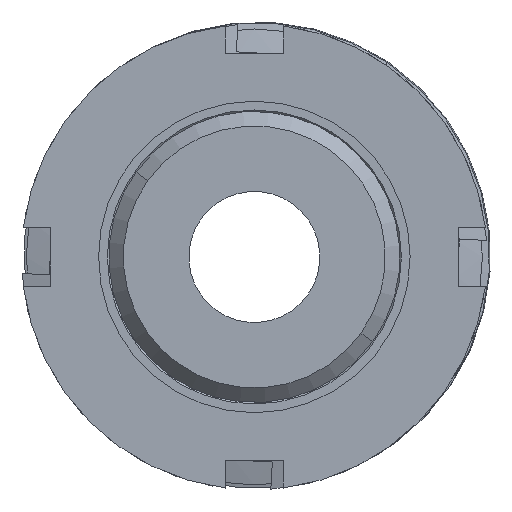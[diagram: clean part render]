
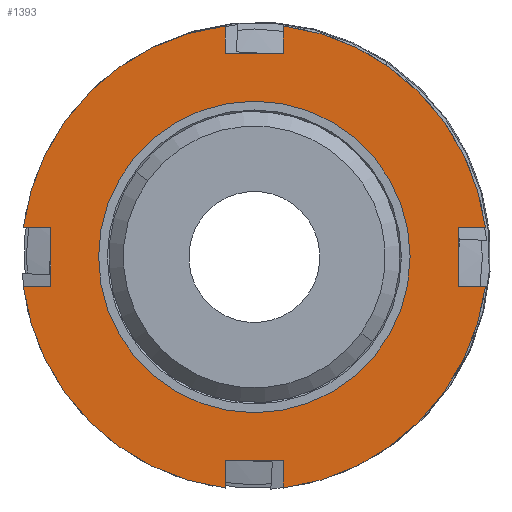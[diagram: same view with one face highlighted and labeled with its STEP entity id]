
A CAD part, front view. The second image highlights one B-rep face of the part: STEP entity #1393.
In plain terms, the highlighted planar face has unit normal (0, -1, 0).
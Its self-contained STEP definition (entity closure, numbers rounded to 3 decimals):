
#5 = DIRECTION ( 'NONE',  ( -1., 0., 0. ) ) ;
#28 = CARTESIAN_POINT ( 'NONE',  ( -15.875, -30., -2. ) ) ;
#40 = DIRECTION ( 'NONE',  ( 0., 0., 1. ) ) ;
#60 = VERTEX_POINT ( 'NONE', #2517 ) ;
#86 = CARTESIAN_POINT ( 'NONE',  ( 10.7, -30., -2. ) ) ;
#124 = DIRECTION ( 'NONE',  ( 0., 0., -1. ) ) ;
#183 = LINE ( 'NONE', #86, #1570 ) ;
#218 = CARTESIAN_POINT ( 'NONE',  ( -14., -30., 0. ) ) ;
#314 = EDGE_CURVE ( 'NONE', #2674, #690, #3484, .T. ) ;
#367 = CARTESIAN_POINT ( 'NONE',  ( 0., -30., 0. ) ) ;
#371 = CARTESIAN_POINT ( 'NONE',  ( 0., -30., 10.7 ) ) ;
#444 = LINE ( 'NONE', #1593, #3455 ) ;
#460 = DIRECTION ( 'NONE',  ( 1., 0., 0. ) ) ;
#485 = DIRECTION ( 'NONE',  ( 0., 0., 1. ) ) ;
#538 = LINE ( 'NONE', #3671, #3755 ) ;
#539 = ORIENTED_EDGE ( 'NONE', *, *, #1261, .F. ) ;
#575 = EDGE_CURVE ( 'NONE', #60, #3046, #3356, .T. ) ;
#591 = VERTEX_POINT ( 'NONE', #1628 ) ;
#674 = VERTEX_POINT ( 'NONE', #4390 ) ;
#690 = VERTEX_POINT ( 'NONE', #28 ) ;
#742 = EDGE_CURVE ( 'NONE', #2926, #4011, #4158, .T. ) ;
#782 = CARTESIAN_POINT ( 'NONE',  ( 14., -30., 0. ) ) ;
#785 = CARTESIAN_POINT ( 'NONE',  ( 10.7, -30., 0. ) ) ;
#793 = CARTESIAN_POINT ( 'NONE',  ( 0., -30., 0. ) ) ;
#804 = LINE ( 'NONE', #1051, #2493 ) ;
#811 = LINE ( 'NONE', #4313, #2248 ) ;
#839 = EDGE_CURVE ( 'NONE', #4186, #4310, #2727, .T. ) ;
#854 = CARTESIAN_POINT ( 'NONE',  ( 10.7, -30., 2. ) ) ;
#857 = ORIENTED_EDGE ( 'NONE', *, *, #839, .T. ) ;
#869 = VERTEX_POINT ( 'NONE', #1777 ) ;
#887 = ORIENTED_EDGE ( 'NONE', *, *, #575, .T. ) ;
#922 = VERTEX_POINT ( 'NONE', #2782 ) ;
#980 = ORIENTED_EDGE ( 'NONE', *, *, #3778, .T. ) ;
#1001 = CARTESIAN_POINT ( 'NONE',  ( 14., -30., -2. ) ) ;
#1051 = CARTESIAN_POINT ( 'NONE',  ( 0., -30., 14. ) ) ;
#1054 = DIRECTION ( 'NONE',  ( 0., 1., 0. ) ) ;
#1059 = LINE ( 'NONE', #782, #1881 ) ;
#1122 = PLANE ( 'NONE',  #2741 ) ;
#1149 = CARTESIAN_POINT ( 'NONE',  ( 2., -30., 15.875 ) ) ;
#1261 = EDGE_CURVE ( 'NONE', #2791, #1391, #3135, .T. ) ;
#1284 = CARTESIAN_POINT ( 'NONE',  ( -15.875, -30., 2. ) ) ;
#1314 = CARTESIAN_POINT ( 'NONE',  ( 0., -30., 0. ) ) ;
#1319 = EDGE_CURVE ( 'NONE', #1391, #4002, #3781, .T. ) ;
#1344 = EDGE_CURVE ( 'NONE', #690, #2438, #183, .T. ) ;
#1359 = CARTESIAN_POINT ( 'NONE',  ( 0., -30., -14. ) ) ;
#1361 = VECTOR ( 'NONE', #1729, 1000. ) ;
#1387 = AXIS2_PLACEMENT_3D ( 'NONE', #2432, #1054, #2107 ) ;
#1391 = VERTEX_POINT ( 'NONE', #1487 ) ;
#1393 = ADVANCED_FACE ( 'NONE', ( #2562, #2456 ), #1122, .F. ) ;
#1407 = EDGE_CURVE ( 'NONE', #4186, #591, #2885, .T. ) ;
#1419 = EDGE_LOOP ( 'NONE', ( #3376, #3989, #4108, #3283, #3205, #1559, #1979, #2086, #3522, #4098, #857, #1920, #3147, #539, #4211, #980 ) ) ;
#1437 = CARTESIAN_POINT ( 'NONE',  ( 14., -30., 2. ) ) ;
#1453 = LINE ( 'NONE', #218, #1562 ) ;
#1487 = CARTESIAN_POINT ( 'NONE',  ( -2., -30., 15.875 ) ) ;
#1516 = CIRCLE ( 'NONE', #2295, 10.7 ) ;
#1559 = ORIENTED_EDGE ( 'NONE', *, *, #3741, .F. ) ;
#1562 = VECTOR ( 'NONE', #3941, 1000. ) ;
#1570 = VECTOR ( 'NONE', #460, 1000. ) ;
#1593 = CARTESIAN_POINT ( 'NONE',  ( 10.7, -30., -2. ) ) ;
#1628 = CARTESIAN_POINT ( 'NONE',  ( 15.875, -30., 2. ) ) ;
#1649 = DIRECTION ( 'NONE',  ( 1., 0., 0. ) ) ;
#1710 = CARTESIAN_POINT ( 'NONE',  ( 2., -30., 14. ) ) ;
#1721 = CARTESIAN_POINT ( 'NONE',  ( -2., -30., 0. ) ) ;
#1729 = DIRECTION ( 'NONE',  ( 1., 0., 0. ) ) ;
#1738 = DIRECTION ( 'NONE',  ( 0., 1., 0. ) ) ;
#1768 = CIRCLE ( 'NONE', #3886, 16. ) ;
#1777 = CARTESIAN_POINT ( 'NONE',  ( 15.875, -30., -2. ) ) ;
#1819 = DIRECTION ( 'NONE',  ( 0., 1., 0. ) ) ;
#1836 = LINE ( 'NONE', #4312, #2555 ) ;
#1863 = EDGE_CURVE ( 'NONE', #3046, #60, #1516, .T. ) ;
#1881 = VECTOR ( 'NONE', #2132, 1000. ) ;
#1920 = ORIENTED_EDGE ( 'NONE', *, *, #3995, .T. ) ;
#1967 = EDGE_LOOP ( 'NONE', ( #3322, #887 ) ) ;
#1976 = DIRECTION ( 'NONE',  ( 0., 0., 1. ) ) ;
#1979 = ORIENTED_EDGE ( 'NONE', *, *, #2778, .T. ) ;
#2035 = EDGE_CURVE ( 'NONE', #674, #4011, #1836, .T. ) ;
#2086 = ORIENTED_EDGE ( 'NONE', *, *, #4091, .T. ) ;
#2107 = DIRECTION ( 'NONE',  ( 0., 0., 1. ) ) ;
#2111 = EDGE_CURVE ( 'NONE', #2674, #2926, #811, .T. ) ;
#2132 = DIRECTION ( 'NONE',  ( 0., 0., 1. ) ) ;
#2202 = VERTEX_POINT ( 'NONE', #1437 ) ;
#2248 = VECTOR ( 'NONE', #2941, 1000. ) ;
#2252 = DIRECTION ( 'NONE',  ( 0., 1., 0. ) ) ;
#2295 = AXIS2_PLACEMENT_3D ( 'NONE', #793, #3511, #485 ) ;
#2432 = CARTESIAN_POINT ( 'NONE',  ( 0., -30., 0. ) ) ;
#2438 = VERTEX_POINT ( 'NONE', #3680 ) ;
#2456 = FACE_OUTER_BOUND ( 'NONE', #1419, .T. ) ;
#2493 = VECTOR ( 'NONE', #5, 1000. ) ;
#2517 = CARTESIAN_POINT ( 'NONE',  ( 0., -30., -10.7 ) ) ;
#2555 = VECTOR ( 'NONE', #40, 1000. ) ;
#2562 = FACE_BOUND ( 'NONE', #1967, .T. ) ;
#2568 = AXIS2_PLACEMENT_3D ( 'NONE', #1314, #2646, #1976 ) ;
#2583 = CARTESIAN_POINT ( 'NONE',  ( 0., -30., 0. ) ) ;
#2594 = DIRECTION ( 'NONE',  ( 0., 0., 1. ) ) ;
#2620 = VECTOR ( 'NONE', #3791, 1000. ) ;
#2646 = DIRECTION ( 'NONE',  ( 0., 1., 0. ) ) ;
#2670 = EDGE_CURVE ( 'NONE', #591, #2202, #4311, .T. ) ;
#2674 = VERTEX_POINT ( 'NONE', #3257 ) ;
#2726 = CARTESIAN_POINT ( 'NONE',  ( -2., -30., -14. ) ) ;
#2727 = LINE ( 'NONE', #3115, #2620 ) ;
#2741 = AXIS2_PLACEMENT_3D ( 'NONE', #785, #1819, #2823 ) ;
#2758 = CARTESIAN_POINT ( 'NONE',  ( -2., -30., 14. ) ) ;
#2778 = EDGE_CURVE ( 'NONE', #869, #3460, #444, .T. ) ;
#2782 = CARTESIAN_POINT ( 'NONE',  ( -14., -30., 2. ) ) ;
#2791 = VERTEX_POINT ( 'NONE', #1284 ) ;
#2823 = DIRECTION ( 'NONE',  ( 0., 0., 1. ) ) ;
#2885 = CIRCLE ( 'NONE', #3729, 16. ) ;
#2899 = DIRECTION ( 'NONE',  ( 0., 0., 1. ) ) ;
#2926 = VERTEX_POINT ( 'NONE', #2726 ) ;
#2941 = DIRECTION ( 'NONE',  ( 0., 0., 1. ) ) ;
#3046 = VERTEX_POINT ( 'NONE', #371 ) ;
#3115 = CARTESIAN_POINT ( 'NONE',  ( 2., -30., 0. ) ) ;
#3135 = CIRCLE ( 'NONE', #1387, 16. ) ;
#3147 = ORIENTED_EDGE ( 'NONE', *, *, #1319, .F. ) ;
#3181 = AXIS2_PLACEMENT_3D ( 'NONE', #367, #1738, #3373 ) ;
#3205 = ORIENTED_EDGE ( 'NONE', *, *, #2035, .F. ) ;
#3257 = CARTESIAN_POINT ( 'NONE',  ( -2., -30., -15.875 ) ) ;
#3261 = CARTESIAN_POINT ( 'NONE',  ( 0., -30., 0. ) ) ;
#3283 = ORIENTED_EDGE ( 'NONE', *, *, #742, .T. ) ;
#3322 = ORIENTED_EDGE ( 'NONE', *, *, #1863, .T. ) ;
#3356 = CIRCLE ( 'NONE', #2568, 10.7 ) ;
#3373 = DIRECTION ( 'NONE',  ( 0., 0., 1. ) ) ;
#3376 = ORIENTED_EDGE ( 'NONE', *, *, #1344, .F. ) ;
#3455 = VECTOR ( 'NONE', #4360, 1000. ) ;
#3460 = VERTEX_POINT ( 'NONE', #1001 ) ;
#3484 = CIRCLE ( 'NONE', #3181, 16. ) ;
#3511 = DIRECTION ( 'NONE',  ( 0., 1., 0. ) ) ;
#3522 = ORIENTED_EDGE ( 'NONE', *, *, #2670, .F. ) ;
#3589 = DIRECTION ( 'NONE',  ( -1., 0., 0. ) ) ;
#3671 = CARTESIAN_POINT ( 'NONE',  ( 10.7, -30., 2. ) ) ;
#3680 = CARTESIAN_POINT ( 'NONE',  ( -14., -30., -2. ) ) ;
#3729 = AXIS2_PLACEMENT_3D ( 'NONE', #3261, #2252, #2899 ) ;
#3741 = EDGE_CURVE ( 'NONE', #869, #674, #1768, .T. ) ;
#3755 = VECTOR ( 'NONE', #1649, 1000. ) ;
#3778 = EDGE_CURVE ( 'NONE', #922, #2438, #1453, .T. ) ;
#3781 = LINE ( 'NONE', #1721, #3888 ) ;
#3791 = DIRECTION ( 'NONE',  ( 0., 0., -1. ) ) ;
#3886 = AXIS2_PLACEMENT_3D ( 'NONE', #2583, #4301, #2594 ) ;
#3888 = VECTOR ( 'NONE', #124, 1000. ) ;
#3941 = DIRECTION ( 'NONE',  ( 0., 0., -1. ) ) ;
#3986 = VECTOR ( 'NONE', #3589, 1000. ) ;
#3989 = ORIENTED_EDGE ( 'NONE', *, *, #314, .F. ) ;
#3995 = EDGE_CURVE ( 'NONE', #4310, #4002, #804, .T. ) ;
#4002 = VERTEX_POINT ( 'NONE', #2758 ) ;
#4011 = VERTEX_POINT ( 'NONE', #4335 ) ;
#4091 = EDGE_CURVE ( 'NONE', #3460, #2202, #1059, .T. ) ;
#4098 = ORIENTED_EDGE ( 'NONE', *, *, #1407, .F. ) ;
#4108 = ORIENTED_EDGE ( 'NONE', *, *, #2111, .T. ) ;
#4158 = LINE ( 'NONE', #1359, #1361 ) ;
#4186 = VERTEX_POINT ( 'NONE', #1149 ) ;
#4211 = ORIENTED_EDGE ( 'NONE', *, *, #4329, .T. ) ;
#4301 = DIRECTION ( 'NONE',  ( 0., 1., 0. ) ) ;
#4310 = VERTEX_POINT ( 'NONE', #1710 ) ;
#4311 = LINE ( 'NONE', #854, #3986 ) ;
#4312 = CARTESIAN_POINT ( 'NONE',  ( 2., -30., 0. ) ) ;
#4313 = CARTESIAN_POINT ( 'NONE',  ( -2., -30., 0. ) ) ;
#4329 = EDGE_CURVE ( 'NONE', #2791, #922, #538, .T. ) ;
#4335 = CARTESIAN_POINT ( 'NONE',  ( 2., -30., -14. ) ) ;
#4360 = DIRECTION ( 'NONE',  ( -1., 0., 0. ) ) ;
#4390 = CARTESIAN_POINT ( 'NONE',  ( 2., -30., -15.875 ) ) ;
